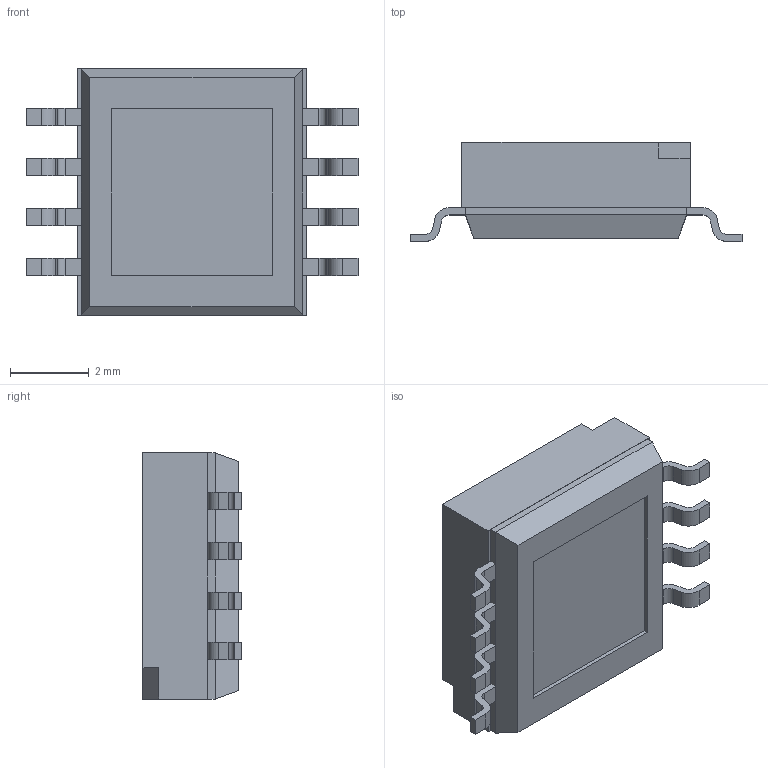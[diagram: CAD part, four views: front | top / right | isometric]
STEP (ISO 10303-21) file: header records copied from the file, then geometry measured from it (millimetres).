
FILE_DESCRIPTION (( 'STEP AP214' ), '1' );
FILE_NAME ('218-4LPSTR.STEP', '2020-02-12T09:05:04', ( '' ), ( '' ), 'SwSTEP 2.0', 'SolidWorks 2019', '' );
FILE_SCHEMA (( 'AUTOMOTIVE_DESIGN' ));
Length unit declared in the file: millimetre
Products named in the file (5): 218-02-004; 218-40-004; 218-56-003; 218 terminal lead frame; 218-4LPSTR
Assembly tree (10 placements, depth 2):
  218-4LPSTR
    218-02-004
    218-40-004
    218 terminal lead frame  x4
    218-56-003  x4
Bounding box: 8.43 x 2.51 x 6.25 mm (x, y, z)
Volume: 74.9 mm3; surface area: 361 mm2
Topology: 14 solids, 14 shells, 576 faces, 1581 edges, 1046 vertices
Faces by surface type: plane 408, bspline 101, cylinder 67
Entity records: 17852 total; most frequent: CARTESIAN_POINT 7615, ORIENTED_EDGE 2286, DIRECTION 1631, EDGE_CURVE 1143, VECTOR 891, LINE 891, VERTEX_POINT 758, EDGE_LOOP 429
